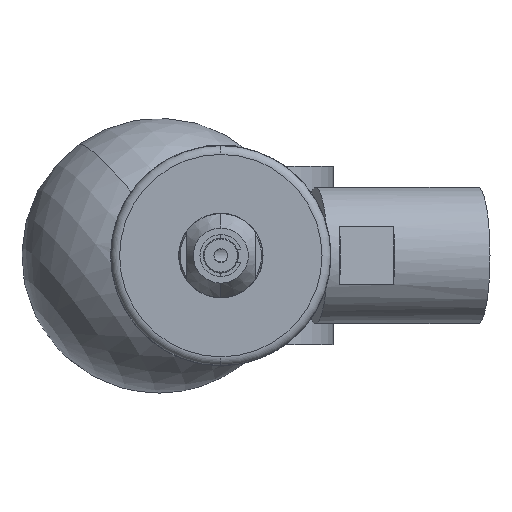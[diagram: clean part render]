
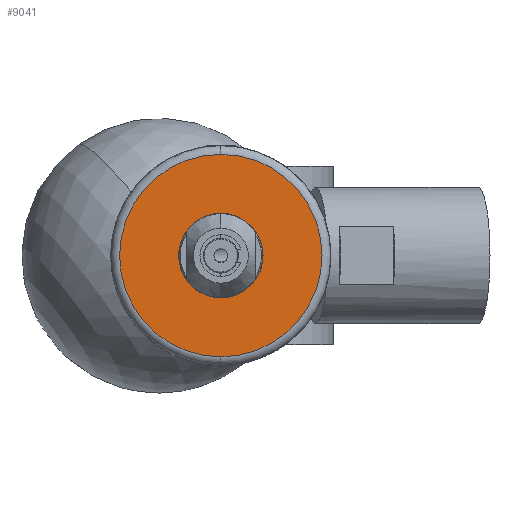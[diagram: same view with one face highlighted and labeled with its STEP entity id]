
A CAD part, left-side view. The second image highlights one B-rep face of the part: STEP entity #9041.
In plain terms, the highlighted planar face has unit normal (-1, 0, 0).
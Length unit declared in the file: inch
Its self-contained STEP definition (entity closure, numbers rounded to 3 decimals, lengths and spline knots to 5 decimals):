
#403 = CIRCLE ( 'NONE', #637, 0.114 ) ;
#490 = FACE_BOUND ( 'NONE', #10888, .T. ) ;
#498 = EDGE_CURVE ( 'NONE', #6908, #3021, #11602, .T. ) ;
#637 = AXIS2_PLACEMENT_3D ( 'NONE', #11111, #8630, #12137 ) ;
#864 = CARTESIAN_POINT ( 'NONE',  ( -0.0305, 0., 0. ) ) ;
#1654 = ORIENTED_EDGE ( 'NONE', *, *, #10265, .T. ) ;
#1814 = CARTESIAN_POINT ( 'NONE',  ( -0.0305, 0., 0. ) ) ;
#1949 = DIRECTION ( 'NONE',  ( 0., 0., -1. ) ) ;
#2501 = AXIS2_PLACEMENT_3D ( 'NONE', #6511, #4193, #7735 ) ;
#2949 = ORIENTED_EDGE ( 'NONE', *, *, #7381, .T. ) ;
#3021 = VERTEX_POINT ( 'NONE', #7897 ) ;
#3055 = VERTEX_POINT ( 'NONE', #10312 ) ;
#3106 = ORIENTED_EDGE ( 'NONE', *, *, #8823, .F. ) ;
#3447 = AXIS2_PLACEMENT_3D ( 'NONE', #864, #7553, #9742 ) ;
#3540 = CARTESIAN_POINT ( 'NONE',  ( -0.0305, 0., 0. ) ) ;
#3822 = CIRCLE ( 'NONE', #14058, 0.46 ) ;
#4193 = DIRECTION ( 'NONE',  ( 1., 0., 0. ) ) ;
#5586 = CARTESIAN_POINT ( 'NONE',  ( -0.0305, 0., 0.114 ) ) ;
#6511 = CARTESIAN_POINT ( 'NONE',  ( -0.0305, 0.5, 0. ) ) ;
#6908 = VERTEX_POINT ( 'NONE', #5586 ) ;
#6920 = ORIENTED_EDGE ( 'NONE', *, *, #498, .F. ) ;
#7184 = PLANE ( 'NONE',  #2501 ) ;
#7381 = EDGE_CURVE ( 'NONE', #12166, #3055, #3822, .T. ) ;
#7553 = DIRECTION ( 'NONE',  ( -1., 0., 0. ) ) ;
#7735 = DIRECTION ( 'NONE',  ( 0., 0., -1. ) ) ;
#7851 = AXIS2_PLACEMENT_3D ( 'NONE', #1814, #14248, #1949 ) ;
#7897 = CARTESIAN_POINT ( 'NONE',  ( -0.0305, 0., -0.114 ) ) ;
#8630 = DIRECTION ( 'NONE',  ( -1., 0., 0. ) ) ;
#8823 = EDGE_CURVE ( 'NONE', #3021, #6908, #403, .T. ) ;
#9041 = ADVANCED_FACE ( 'NONE', ( #490, #9354 ), #7184, .F. ) ;
#9354 = FACE_OUTER_BOUND ( 'NONE', #12606, .T. ) ;
#9742 = DIRECTION ( 'NONE',  ( 0., 0., 1. ) ) ;
#10265 = EDGE_CURVE ( 'NONE', #3055, #12166, #10662, .T. ) ;
#10312 = CARTESIAN_POINT ( 'NONE',  ( -0.0305, 0., 0.46 ) ) ;
#10662 = CIRCLE ( 'NONE', #7851, 0.46 ) ;
#10888 = EDGE_LOOP ( 'NONE', ( #6920, #3106 ) ) ;
#11111 = CARTESIAN_POINT ( 'NONE',  ( -0.0305, 0., 0. ) ) ;
#11258 = DIRECTION ( 'NONE',  ( -1., 0., 0. ) ) ;
#11602 = CIRCLE ( 'NONE', #3447, 0.114 ) ;
#12137 = DIRECTION ( 'NONE',  ( 0., 0., 1. ) ) ;
#12166 = VERTEX_POINT ( 'NONE', #13509 ) ;
#12512 = DIRECTION ( 'NONE',  ( 0., 0., -1. ) ) ;
#12606 = EDGE_LOOP ( 'NONE', ( #2949, #1654 ) ) ;
#13509 = CARTESIAN_POINT ( 'NONE',  ( -0.0305, 0., -0.46 ) ) ;
#14058 = AXIS2_PLACEMENT_3D ( 'NONE', #3540, #11258, #12512 ) ;
#14248 = DIRECTION ( 'NONE',  ( -1., 0., 0. ) ) ;
